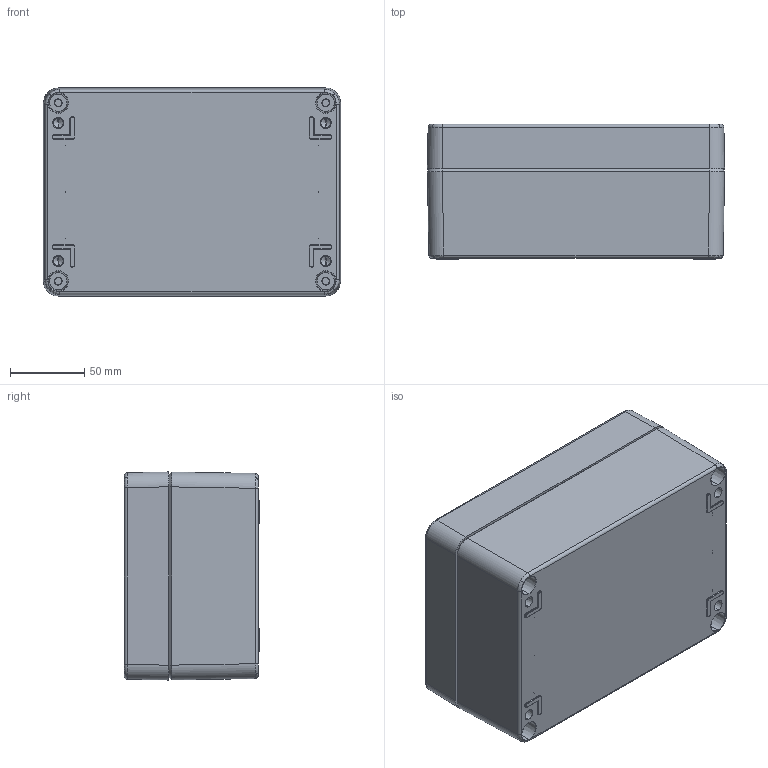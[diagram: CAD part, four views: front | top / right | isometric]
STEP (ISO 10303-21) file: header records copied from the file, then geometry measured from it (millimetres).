
FILE_DESCRIPTION (( 'STEP AP214' ), '1' );
FILE_NAME ('01142009.STEP', '2009-03-05T13:51:10', ( ' ' ), ( '' ), 'SwSTEP 2.0', 'SolidWorks 2008', '' );
FILE_SCHEMA (( 'AUTOMOTIVE_DESIGN' ));
Length unit declared in the file: millimetre
Products named in the file (5): 02159_Standard; 01159_Bearbeitung nach ZngNr.: 01-2-011580-02-0; 82009_Standard; 93136_Standard; 01142009
Assembly tree (7 placements, depth 2):
  01142009
    93136_Standard  x4
    01159_Bearbeitung nach ZngNr.: 01-2-011580-02-0
    02159_Standard
    82009_Standard
Bounding box: 200 x 91 x 140 mm (x, y, z)
Volume: 590616.1 mm3; surface area: 245064.2 mm2
Topology: 7 solids, 7 shells, 864 faces, 2012 edges, 1171 vertices
Faces by surface type: cylinder 220, plane 210, bspline 181, cone 150, torus 103
Entity records: 30006 total; most frequent: CARTESIAN_POINT 13655, ORIENTED_EDGE 3516, DIRECTION 3263, EDGE_CURVE 1758, AXIS2_PLACEMENT_3D 1291, VERTEX_POINT 1021, EDGE_LOOP 833, ADVANCED_FACE 771
